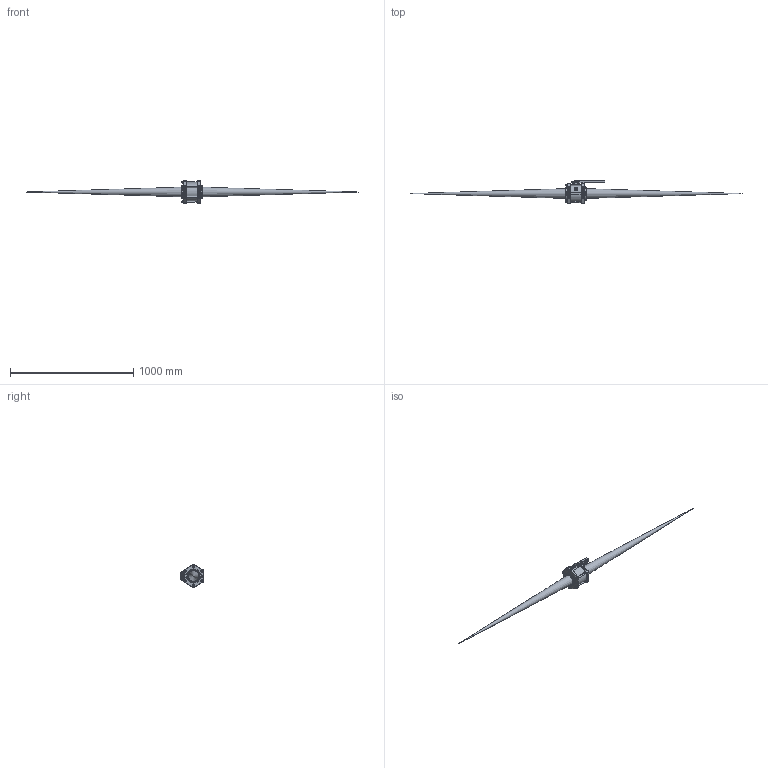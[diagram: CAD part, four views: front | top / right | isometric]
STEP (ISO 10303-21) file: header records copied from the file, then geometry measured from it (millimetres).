
FILE_DESCRIPTION(/* description */ ('3" FULL PORT BSP POLY VALVE'),/* implementation_level */ '2;1');
FILE_NAME(/* name */ 'V300FPB.stp',/* time_stamp */ '2020-07-20T14:43:14-04:00',/* author */ ('MEG'),/* organization */ (''),/* preprocessor_version */ 'ST-DEVELOPER v17.2',/* originating_system */ 'Autodesk Inventor 2019',/* authorisation */ '');
FILE_SCHEMA (('AUTOMOTIVE_DESIGN { 1 0 10303 214 3 1 1 }'));
Length unit declared in the file: inch
Products named in the file (25): V300FPB; V35254; V35254_1; VL1000; V35264B; VX35264B; VX35264B_1; VL1012; V20018; V35265; V25163; V25020; V25060; V30151; V30151X; V35017; V25153; V25160; V35258A; V20019; V35255A; V35255AM; V35255AY; V35255AX; V25121
Assembly tree (42 placements, depth 5):
  V300FPB
    V35254
      V35254_1
      VL1000
    V35264B  x2
      VX35264B
        VX35264B_1
        VL1012
    V20018  x6
    V35265  x2
    V25163
    V25020
    V25060
    V30151
      V30151X
    V35017  x6
    V25153
    V25160
    V35258A  x2
    V20019  x6
    V35255A
      V35255AM
        V35255AY
          V35255AX
    V25121
Bounding box: 2694.23 x 190.55 x 186.22 mm (x, y, z)
Volume: 1913310.5 mm3; surface area: 3583693 mm2
Topology: 43 solids, 43 shells, 4973 faces, 12956 edges, 8490 vertices
Faces by surface type: plane 2777, bspline 1303, cylinder 542, cone 257, torus 76, sphere 18
Full cylindrical faces by diameter (mm): 7.171 x12, 7.798 x1, 9.525 x116, 10.312 x1, 11.176 x12, 11.557 x2, 12.7 x2, 14.275 x1, 25.4 x2, 25.527 x1, 25.806 x1, 31.521 x1, 31.623 x1, 31.75 x3, 35.306 x1, 36.525 x1, 37.084 x2, 54.61 x1, 74.168 x1, 76.2 x2, 78.74 x2, 81.585 x2, 82.55 x2, 86.665 x2, 100.33 x2, 100.736 x2, 108.204 x2, 125.476 x2, 126.492 x1, 130.505 x2
Entity records: 126445 total; most frequent: CARTESIAN_POINT 43816, ORIENTED_EDGE 18724, DIRECTION 13141, EDGE_CURVE 9362, LINE 6415, VECTOR 6415, VERTEX_POINT 6173, EDGE_LOOP 3957
